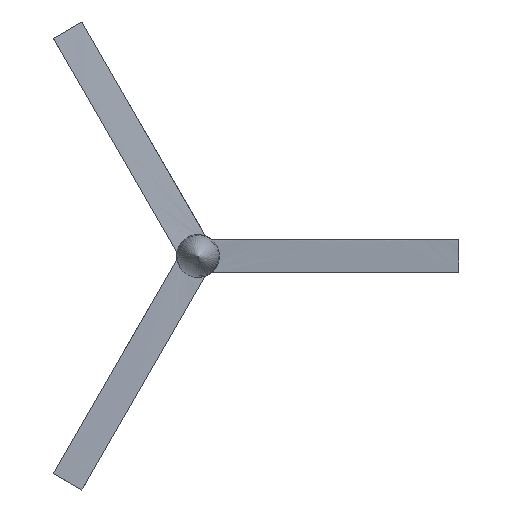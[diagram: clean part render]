
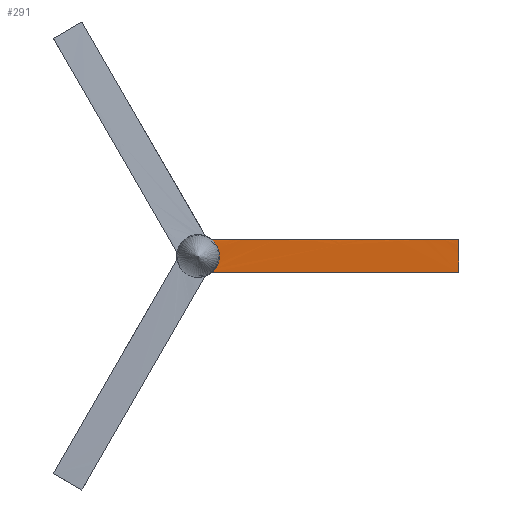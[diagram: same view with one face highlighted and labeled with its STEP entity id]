
A CAD part, front view. The second image highlights one B-rep face of the part: STEP entity #291.
In plain terms, the highlighted free-form (B-spline) face has degree [3, 1] with [11, 2] control points.
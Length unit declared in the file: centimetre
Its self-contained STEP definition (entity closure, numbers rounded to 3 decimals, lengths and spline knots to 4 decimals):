
#31=B_SPLINE_CURVE_WITH_KNOTS('',3,(#508,#509,#510,#511,#512,#513,#514,
#515,#516,#517,#518,#519,#520,#521,#522,#523,#524,#525),.UNSPECIFIED.,.F.,
 .F.,(4,1,1,1,1,1,1,1,1,1,1,1,1,1,1,4),(0.,0.0022,0.0033,
0.0045,0.0056,0.0061,0.0067,
0.0073,0.0078,0.0081,0.0084,
0.0085,0.0087,0.0088,0.0089,
0.0089),.UNSPECIFIED.);
#32=B_SPLINE_CURVE_WITH_KNOTS('',3,(#527,#528,#529,#530,#531,#532),
 .UNSPECIFIED.,.F.,.F.,(4,1,1,4),(0.,0.0017,0.0035,
0.007),.UNSPECIFIED.);
#33=B_SPLINE_CURVE_WITH_KNOTS('',6,(#533,#534,#535,#536,#537,#538,#539),
 .UNSPECIFIED.,.F.,.F.,(7,7),(0.,1.),.PIECEWISE_BEZIER_KNOTS.);
#47=B_SPLINE_SURFACE_WITH_KNOTS('',3,1,((#486,#487),(#488,#489),(#490,#491),
(#492,#493),(#494,#495),(#496,#497),(#498,#499),(#500,#501),(#502,#503),
(#504,#505),(#506,#507)),.SURF_OF_LINEAR_EXTRUSION.,.F.,.F.,.F.,(4,1,1,
1,1,1,1,1,4),(2,2),(0.,0.125,0.25,0.375,0.5,0.625,0.75,0.875,1.),(0.,1.),
 .UNSPECIFIED.);
#57=LINE('',#437,#69);
#58=LINE('',#477,#70);
#69=VECTOR('',#376,100.);
#70=VECTOR('',#377,100.);
#88=ORIENTED_EDGE('',*,*,#165,.F.);
#89=ORIENTED_EDGE('',*,*,#166,.T.);
#90=ORIENTED_EDGE('',*,*,#160,.F.);
#91=ORIENTED_EDGE('',*,*,#167,.F.);
#92=ORIENTED_EDGE('',*,*,#163,.T.);
#160=EDGE_CURVE('',#199,#197,#57,.T.);
#163=EDGE_CURVE('',#202,#201,#58,.T.);
#165=EDGE_CURVE('',#203,#201,#31,.T.);
#166=EDGE_CURVE('',#203,#197,#32,.T.);
#167=EDGE_CURVE('',#202,#199,#33,.T.);
#197=VERTEX_POINT('',#432);
#199=VERTEX_POINT('',#436);
#201=VERTEX_POINT('',#476);
#202=VERTEX_POINT('',#478);
#203=VERTEX_POINT('',#526);
#231=EDGE_LOOP('',(#88,#89,#90,#91,#92));
#255=FACE_BOUND('',#231,.T.);
#291=ADVANCED_FACE('',(#255),#47,.F.);
#376=DIRECTION('',(-1.,0.,0.));
#377=DIRECTION('',(-1.,0.,0.));
#432=CARTESIAN_POINT('',(0.5665,-12.2904,11.6344));
#436=CARTESIAN_POINT('',(11.,-12.2904,11.6344));
#437=CARTESIAN_POINT('',(11.,-12.2904,11.6344));
#476=CARTESIAN_POINT('',(0.5697,-12.4069,13.0299));
#477=CARTESIAN_POINT('',(11.,-12.4069,13.0299));
#478=CARTESIAN_POINT('',(11.,-12.4069,13.0299));
#486=CARTESIAN_POINT('',(11.,-12.4069,13.0299));
#487=CARTESIAN_POINT('',(0.5039,-12.4069,13.0299));
#488=CARTESIAN_POINT('',(11.,-12.41,13.0296));
#489=CARTESIAN_POINT('',(0.5039,-12.41,13.0296));
#490=CARTESIAN_POINT('',(11.,-12.4104,12.9871));
#491=CARTESIAN_POINT('',(0.5039,-12.4104,12.9871));
#492=CARTESIAN_POINT('',(11.,-12.3995,12.8476));
#493=CARTESIAN_POINT('',(0.5039,-12.3995,12.8476));
#494=CARTESIAN_POINT('',(11.,-12.3798,12.6541));
#495=CARTESIAN_POINT('',(0.5039,-12.3798,12.6541));
#496=CARTESIAN_POINT('',(11.,-12.3555,12.4339));
#497=CARTESIAN_POINT('',(0.5039,-12.3555,12.4339));
#498=CARTESIAN_POINT('',(11.,-12.3324,12.2252));
#499=CARTESIAN_POINT('',(0.5039,-12.3324,12.2252));
#500=CARTESIAN_POINT('',(11.,-12.3162,12.0607));
#501=CARTESIAN_POINT('',(0.5039,-12.3162,12.0607));
#502=CARTESIAN_POINT('',(11.,-12.308,11.9272));
#503=CARTESIAN_POINT('',(0.5039,-12.308,11.9272));
#504=CARTESIAN_POINT('',(11.,-12.3004,11.7778));
#505=CARTESIAN_POINT('',(0.5039,-12.3004,11.7778));
#506=CARTESIAN_POINT('',(11.,-12.2904,11.6344));
#507=CARTESIAN_POINT('',(0.5039,-12.2904,11.6344));
#508=CARTESIAN_POINT('',(0.8945,-12.3337,12.2343));
#509=CARTESIAN_POINT('',(0.9028,-12.3416,12.3089));
#510=CARTESIAN_POINT('',(0.9013,-12.354,12.4197));
#511=CARTESIAN_POINT('',(0.8716,-12.3702,12.567));
#512=CARTESIAN_POINT('',(0.836,-12.3816,12.6727));
#513=CARTESIAN_POINT('',(0.7959,-12.3902,12.7562));
#514=CARTESIAN_POINT('',(0.7573,-12.3964,12.8206));
#515=CARTESIAN_POINT('',(0.7252,-12.4006,12.8671));
#516=CARTESIAN_POINT('',(0.6904,-12.4043,12.9114));
#517=CARTESIAN_POINT('',(0.659,-12.4069,12.9465));
#518=CARTESIAN_POINT('',(0.6326,-12.4085,12.9735));
#519=CARTESIAN_POINT('',(0.6156,-12.4092,12.9898));
#520=CARTESIAN_POINT('',(0.6016,-12.4095,13.0025));
#521=CARTESIAN_POINT('',(0.5911,-12.4095,13.0118));
#522=CARTESIAN_POINT('',(0.5818,-12.4096,13.0199));
#523=CARTESIAN_POINT('',(0.5754,-12.4083,13.0252));
#524=CARTESIAN_POINT('',(0.57,-12.4093,13.0296));
#525=CARTESIAN_POINT('',(0.5697,-12.4069,13.0299));
#526=CARTESIAN_POINT('',(0.8945,-12.3337,12.2343));
#527=CARTESIAN_POINT('',(0.8945,-12.3337,12.2343));
#528=CARTESIAN_POINT('',(0.888,-12.3276,12.1759));
#529=CARTESIAN_POINT('',(0.8641,-12.316,12.0626));
#530=CARTESIAN_POINT('',(0.7718,-12.3038,11.8452));
#531=CARTESIAN_POINT('',(0.6582,-12.2956,11.7087));
#532=CARTESIAN_POINT('',(0.5665,-12.2904,11.6344));
#533=CARTESIAN_POINT('',(11.,-12.4069,13.0299));
#534=CARTESIAN_POINT('',(11.,-12.4193,13.0286));
#535=CARTESIAN_POINT('',(11.,-12.3934,12.7486));
#536=CARTESIAN_POINT('',(11.,-12.3697,12.5394));
#537=CARTESIAN_POINT('',(11.,-12.285,11.8527));
#538=CARTESIAN_POINT('',(11.,-12.3306,12.2081));
#539=CARTESIAN_POINT('',(11.,-12.2904,11.6344));
